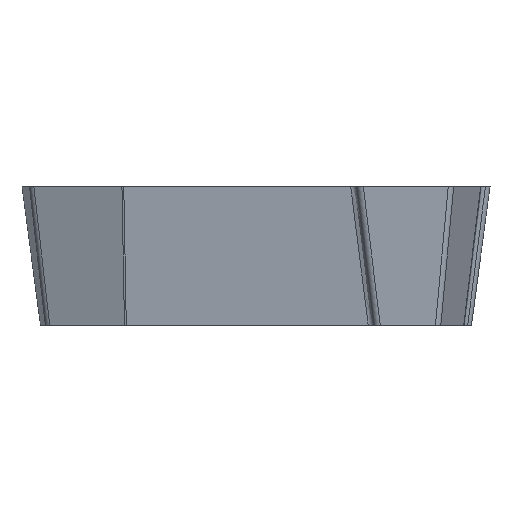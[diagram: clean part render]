
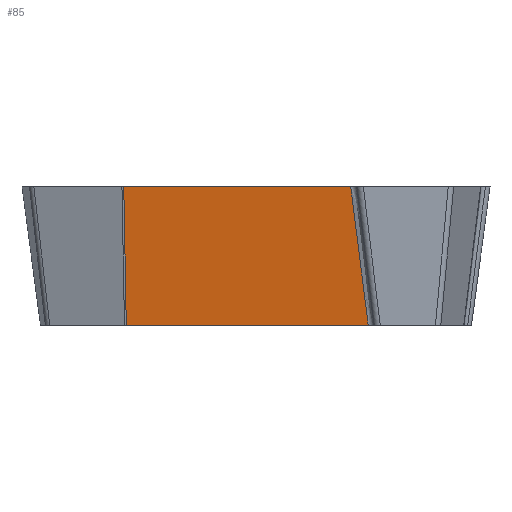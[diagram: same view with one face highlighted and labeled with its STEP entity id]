
A CAD part, left-side view. The second image highlights one B-rep face of the part: STEP entity #85.
In plain terms, the highlighted planar face has unit normal (-0.993, 0, -0.122).
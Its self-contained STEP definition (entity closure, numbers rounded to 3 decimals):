
#55=FACE_OUTER_BOUND('',#152,.T.);
#85=ADVANCED_FACE('',(#55),#119,.T.);
#119=PLANE('',#703);
#152=EDGE_LOOP('',(#278,#279,#280,#281));
#212=ELLIPSE('',#702,45.669,0.5);
#278=ORIENTED_EDGE('',*,*,#464,.F.);
#279=ORIENTED_EDGE('',*,*,#517,.T.);
#280=ORIENTED_EDGE('',*,*,#513,.T.);
#281=ORIENTED_EDGE('',*,*,#518,.T.);
#403=VERTEX_POINT('',#1103);
#404=VERTEX_POINT('',#1105);
#452=VERTEX_POINT('',#1274);
#453=VERTEX_POINT('',#1276);
#464=EDGE_CURVE('',#403,#404,#550,.T.);
#513=EDGE_CURVE('',#453,#452,#571,.T.);
#517=EDGE_CURVE('',#403,#453,#212,.T.);
#518=EDGE_CURVE('',#452,#404,#572,.T.);
#550=LINE('',#1104,#594);
#571=LINE('',#1275,#615);
#572=LINE('',#1296,#616);
#594=VECTOR('',#753,1.);
#615=VECTOR('',#820,1.);
#616=VECTOR('',#829,1.);
#702=AXIS2_PLACEMENT_3D('',#1295,#827,#828);
#703=AXIS2_PLACEMENT_3D('',#1297,#830,#831);
#753=DIRECTION('',(0.,1.,0.));
#820=DIRECTION('',(0.,1.,0.));
#827=DIRECTION('',(0.993,0.,0.122));
#828=DIRECTION('',(-0.121,0.121,0.985));
#829=DIRECTION('',(0.122,-0.018,-0.992));
#830=DIRECTION('',(-0.993,0.,-0.122));
#831=DIRECTION('',(-0.122,0.,0.993));
#1103=CARTESIAN_POINT('',(-8.275,-4.467,-5.5));
#1104=CARTESIAN_POINT('',(-8.275,5.3,-5.5));
#1105=CARTESIAN_POINT('',(-8.275,5.162,-5.5));
#1274=CARTESIAN_POINT('',(-8.95,5.263,0.));
#1275=CARTESIAN_POINT('',(-8.95,5.3,0.));
#1276=CARTESIAN_POINT('',(-8.95,-3.77,0.));
#1295=CARTESIAN_POINT('',(-10.506,-2.699,12.674));
#1296=CARTESIAN_POINT('',(-8.95,5.263,0.001));
#1297=CARTESIAN_POINT('',(-8.95,5.3,0.));
